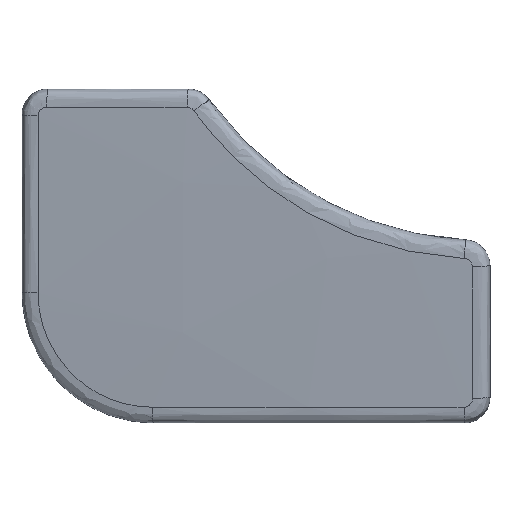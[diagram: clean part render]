
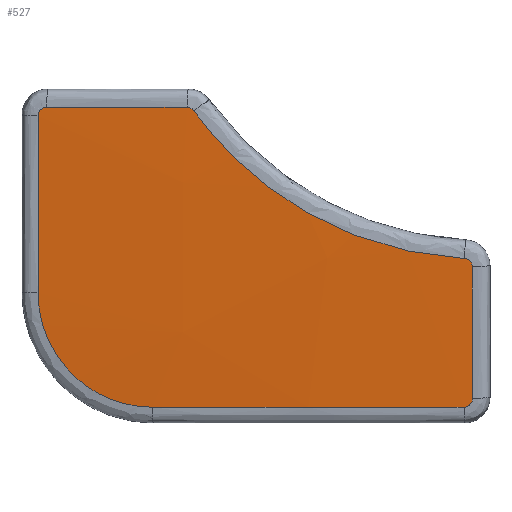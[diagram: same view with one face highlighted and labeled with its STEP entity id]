
A CAD part, top view. The second image highlights one B-rep face of the part: STEP entity #527.
In plain terms, the highlighted spherical face has radius 425 mm.
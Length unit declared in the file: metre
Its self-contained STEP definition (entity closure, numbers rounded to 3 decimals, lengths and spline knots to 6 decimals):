
#30=SPHERICAL_SURFACE('',#592,0.425);
#67=B_SPLINE_CURVE_WITH_KNOTS('',3,(#864,#865,#866,#867),.UNSPECIFIED.,
 .F.,.F.,(4,4),(0.,1.),.UNSPECIFIED.);
#68=B_SPLINE_CURVE_WITH_KNOTS('',3,(#870,#871,#872,#873),.UNSPECIFIED.,
 .F.,.F.,(4,4),(0.,1.),.UNSPECIFIED.);
#69=B_SPLINE_CURVE_WITH_KNOTS('',3,(#875,#876,#877,#878),.UNSPECIFIED.,
 .F.,.F.,(4,4),(0.,1.),.UNSPECIFIED.);
#70=B_SPLINE_CURVE_WITH_KNOTS('',3,(#880,#881,#882,#883),.UNSPECIFIED.,
 .F.,.F.,(4,4),(0.,1.),.UNSPECIFIED.);
#71=B_SPLINE_CURVE_WITH_KNOTS('',3,(#885,#886,#887,#888,#889,#890,#891,
#892,#893,#894),.UNSPECIFIED.,.F.,.F.,(4,1,1,1,1,1,1,4),(0.,0.125,0.25,
0.5,0.625,0.75,0.875,1.),.UNSPECIFIED.);
#72=B_SPLINE_CURVE_WITH_KNOTS('',3,(#896,#897,#898,#899),.UNSPECIFIED.,
 .F.,.F.,(4,4),(0.,1.),.UNSPECIFIED.);
#73=B_SPLINE_CURVE_WITH_KNOTS('',3,(#901,#902,#903,#904),.UNSPECIFIED.,
 .F.,.F.,(4,4),(0.,1.),.UNSPECIFIED.);
#74=B_SPLINE_CURVE_WITH_KNOTS('',3,(#906,#907,#908,#909),.UNSPECIFIED.,
 .F.,.F.,(4,4),(0.,1.),.UNSPECIFIED.);
#75=B_SPLINE_CURVE_WITH_KNOTS('',3,(#911,#912,#913,#914),.UNSPECIFIED.,
 .F.,.F.,(4,4),(0.,1.),.UNSPECIFIED.);
#76=B_SPLINE_CURVE_WITH_KNOTS('',3,(#916,#917,#918,#919,#920,#921,#922),
 .UNSPECIFIED.,.F.,.F.,(4,1,1,1,4),(0.,0.25,0.5,0.75,1.),.UNSPECIFIED.);
#139=ORIENTED_EDGE('',*,*,#281,.T.);
#140=ORIENTED_EDGE('',*,*,#282,.T.);
#141=ORIENTED_EDGE('',*,*,#283,.T.);
#142=ORIENTED_EDGE('',*,*,#284,.T.);
#143=ORIENTED_EDGE('',*,*,#285,.T.);
#144=ORIENTED_EDGE('',*,*,#286,.T.);
#145=ORIENTED_EDGE('',*,*,#287,.T.);
#146=ORIENTED_EDGE('',*,*,#288,.T.);
#147=ORIENTED_EDGE('',*,*,#289,.T.);
#148=ORIENTED_EDGE('',*,*,#290,.T.);
#281=EDGE_CURVE('',#347,#348,#67,.T.);
#282=EDGE_CURVE('',#348,#349,#68,.T.);
#283=EDGE_CURVE('',#349,#350,#69,.T.);
#284=EDGE_CURVE('',#350,#351,#70,.T.);
#285=EDGE_CURVE('',#351,#352,#71,.T.);
#286=EDGE_CURVE('',#352,#353,#72,.T.);
#287=EDGE_CURVE('',#353,#354,#73,.T.);
#288=EDGE_CURVE('',#354,#355,#74,.T.);
#289=EDGE_CURVE('',#355,#356,#75,.T.);
#290=EDGE_CURVE('',#356,#347,#76,.T.);
#347=VERTEX_POINT('',#868);
#348=VERTEX_POINT('',#869);
#349=VERTEX_POINT('',#874);
#350=VERTEX_POINT('',#879);
#351=VERTEX_POINT('',#884);
#352=VERTEX_POINT('',#895);
#353=VERTEX_POINT('',#900);
#354=VERTEX_POINT('',#905);
#355=VERTEX_POINT('',#910);
#356=VERTEX_POINT('',#915);
#430=EDGE_LOOP('',(#139,#140,#141,#142,#143,#144,#145,#146,#147,#148));
#474=FACE_BOUND('',#430,.T.);
#527=ADVANCED_FACE('',(#474),#30,.T.);
#592=AXIS2_PLACEMENT_3D('',#863,#683,#684);
#683=DIRECTION('',(1.,0.,0.));
#684=DIRECTION('',(0.,0.,1.));
#863=CARTESIAN_POINT('',(0.038795,-0.00334,-0.390061));
#864=CARTESIAN_POINT('',(0.013514,-0.020994,0.033819));
#865=CARTESIAN_POINT('',(0.013383,-0.020812,0.033819));
#866=CARTESIAN_POINT('',(0.013167,-0.020701,0.033811));
#867=CARTESIAN_POINT('',(0.012943,-0.020701,0.033797));
#868=CARTESIAN_POINT('',(0.013514,-0.020994,0.033819));
#869=CARTESIAN_POINT('',(0.012943,-0.020701,0.033797));
#870=CARTESIAN_POINT('',(0.012943,-0.020701,0.033797));
#871=CARTESIAN_POINT('',(0.008947,-0.020704,0.033553));
#872=CARTESIAN_POINT('',(0.004954,-0.020704,0.033253));
#873=CARTESIAN_POINT('',(0.000966,-0.020701,0.032896));
#874=CARTESIAN_POINT('',(0.000966,-0.020701,0.032896));
#875=CARTESIAN_POINT('',(0.000966,-0.020701,0.032896));
#876=CARTESIAN_POINT('',(0.000579,-0.020701,0.032862));
#877=CARTESIAN_POINT('',(0.000264,-0.021015,0.03282));
#878=CARTESIAN_POINT('',(0.000264,-0.021404,0.032803));
#879=CARTESIAN_POINT('',(0.000264,-0.021404,0.032803));
#880=CARTESIAN_POINT('',(0.000264,-0.021404,0.032803));
#881=CARTESIAN_POINT('',(0.000264,-0.026426,0.032589));
#882=CARTESIAN_POINT('',(0.000264,-0.031445,0.032285));
#883=CARTESIAN_POINT('',(0.000264,-0.036457,0.031891));
#884=CARTESIAN_POINT('',(0.000264,-0.036457,0.031891));
#885=CARTESIAN_POINT('',(0.000264,-0.036457,0.031891));
#886=CARTESIAN_POINT('',(0.000264,-0.037102,0.031841));
#887=CARTESIAN_POINT('',(0.000386,-0.038365,0.03175));
#888=CARTESIAN_POINT('',(0.001138,-0.040829,0.031608));
#889=CARTESIAN_POINT('',(0.002572,-0.042974,0.031537));
#890=CARTESIAN_POINT('',(0.004564,-0.044612,0.031545));
#891=CARTESIAN_POINT('',(0.006247,-0.045506,0.031589));
#892=CARTESIAN_POINT('',(0.008095,-0.04607,0.031671));
#893=CARTESIAN_POINT('',(0.009355,-0.046191,0.031748));
#894=CARTESIAN_POINT('',(0.009998,-0.046191,0.031792));
#895=CARTESIAN_POINT('',(0.009998,-0.046191,0.031792));
#896=CARTESIAN_POINT('',(0.009998,-0.046191,0.031792));
#897=CARTESIAN_POINT('',(0.0188,-0.046191,0.032393));
#898=CARTESIAN_POINT('',(0.027637,-0.046191,0.032719));
#899=CARTESIAN_POINT('',(0.036492,-0.046191,0.032767));
#900=CARTESIAN_POINT('',(0.036492,-0.046191,0.032767));
#901=CARTESIAN_POINT('',(0.036492,-0.046191,0.032767));
#902=CARTESIAN_POINT('',(0.03688,-0.046191,0.032769));
#903=CARTESIAN_POINT('',(0.037194,-0.045876,0.032802));
#904=CARTESIAN_POINT('',(0.037194,-0.045489,0.032841));
#905=CARTESIAN_POINT('',(0.037194,-0.045489,0.032841));
#906=CARTESIAN_POINT('',(0.037194,-0.045489,0.032841));
#907=CARTESIAN_POINT('',(0.037194,-0.041753,0.033213));
#908=CARTESIAN_POINT('',(0.037194,-0.038011,0.033536));
#909=CARTESIAN_POINT('',(0.037194,-0.034267,0.033809));
#910=CARTESIAN_POINT('',(0.037194,-0.034267,0.033809));
#911=CARTESIAN_POINT('',(0.037194,-0.034267,0.033809));
#912=CARTESIAN_POINT('',(0.037194,-0.033893,0.033837));
#913=CARTESIAN_POINT('',(0.036902,-0.033584,0.033858));
#914=CARTESIAN_POINT('',(0.036528,-0.033565,0.033857));
#915=CARTESIAN_POINT('',(0.036528,-0.033565,0.033857));
#916=CARTESIAN_POINT('',(0.036528,-0.033565,0.033857));
#917=CARTESIAN_POINT('',(0.034252,-0.033447,0.033853));
#918=CARTESIAN_POINT('',(0.029745,-0.032693,0.033846));
#919=CARTESIAN_POINT('',(0.023468,-0.030125,0.033836));
#920=CARTESIAN_POINT('',(0.01786,-0.026184,0.033826));
#921=CARTESIAN_POINT('',(0.014835,-0.022834,0.033821));
#922=CARTESIAN_POINT('',(0.013514,-0.020994,0.033819));
